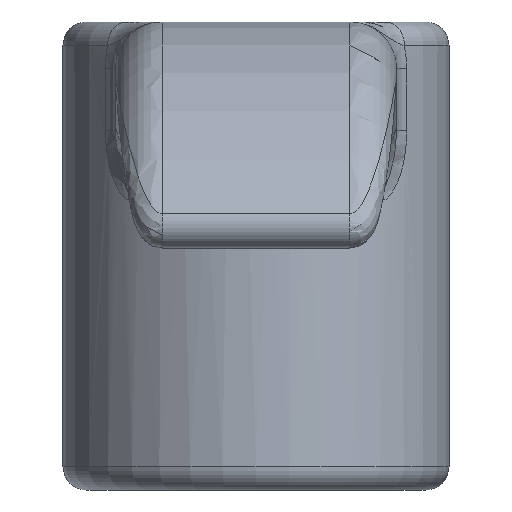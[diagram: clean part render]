
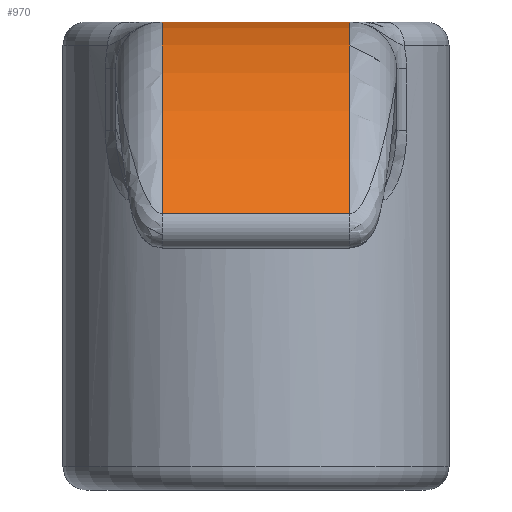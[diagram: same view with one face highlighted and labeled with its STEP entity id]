
A CAD part, front view. The second image highlights one B-rep face of the part: STEP entity #970.
In plain terms, the highlighted cylindrical face has radius 17.5 mm (diameter 35 mm), a partial arc.
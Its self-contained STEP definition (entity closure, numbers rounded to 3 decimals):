
#109=LINE('',#1379,#134);
#130=LINE('',#3242,#155);
#134=VECTOR('',#1114,17.5);
#155=VECTOR('',#1325,0.96);
#173=CYLINDRICAL_SURFACE('',#1091,17.5);
#237=FACE_OUTER_BOUND('',#304,.T.);
#304=EDGE_LOOP('',(#889,#890,#891,#892));
#352=CIRCLE('',#1054,17.5);
#368=CIRCLE('',#1082,17.5);
#378=VERTEX_POINT('',#1376);
#379=VERTEX_POINT('',#1378);
#436=VERTEX_POINT('',#2609);
#450=VERTEX_POINT('',#3146);
#465=EDGE_CURVE('',#379,#378,#109,.T.);
#558=EDGE_CURVE('',#379,#436,#352,.T.);
#595=EDGE_CURVE('',#450,#378,#368,.T.);
#599=EDGE_CURVE('',#436,#450,#130,.T.);
#889=ORIENTED_EDGE('',*,*,#558,.F.);
#890=ORIENTED_EDGE('',*,*,#465,.T.);
#891=ORIENTED_EDGE('',*,*,#595,.F.);
#892=ORIENTED_EDGE('',*,*,#599,.F.);
#970=ADVANCED_FACE('',(#237),#173,.T.);
#1054=AXIS2_PLACEMENT_3D('',#2633,#1250,#1251);
#1082=AXIS2_PLACEMENT_3D('',#3233,#1309,#1310);
#1091=AXIS2_PLACEMENT_3D('',#3246,#1331,#1332);
#1114=DIRECTION('',(-1.,0.,0.));
#1250=DIRECTION('center_axis',(1.,0.,0.));
#1251=DIRECTION('ref_axis',(0.,-0.484,0.875));
#1309=DIRECTION('center_axis',(-1.,0.,0.));
#1310=DIRECTION('ref_axis',(0.,-0.484,0.875));
#1325=DIRECTION('',(-1.,0.,0.));
#1331=DIRECTION('center_axis',(-1.,0.,0.));
#1332=DIRECTION('ref_axis',(0.,-0.904,0.429));
#1376=CARTESIAN_POINT('',(-4.,-12.189,20.));
#1378=CARTESIAN_POINT('',(4.,-12.189,20.));
#1379=CARTESIAN_POINT('',(0.,-12.189,20.));
#2609=CARTESIAN_POINT('',(4.,-27.01,11.805));
#2633=CARTESIAN_POINT('Origin',(4.,-12.189,2.5));
#3146=CARTESIAN_POINT('',(-4.,-27.01,11.805));
#3233=CARTESIAN_POINT('Origin',(-4.,-12.189,2.5));
#3242=CARTESIAN_POINT('',(0.,-27.01,11.805));
#3246=CARTESIAN_POINT('Origin',(0.,-12.189,2.5));
